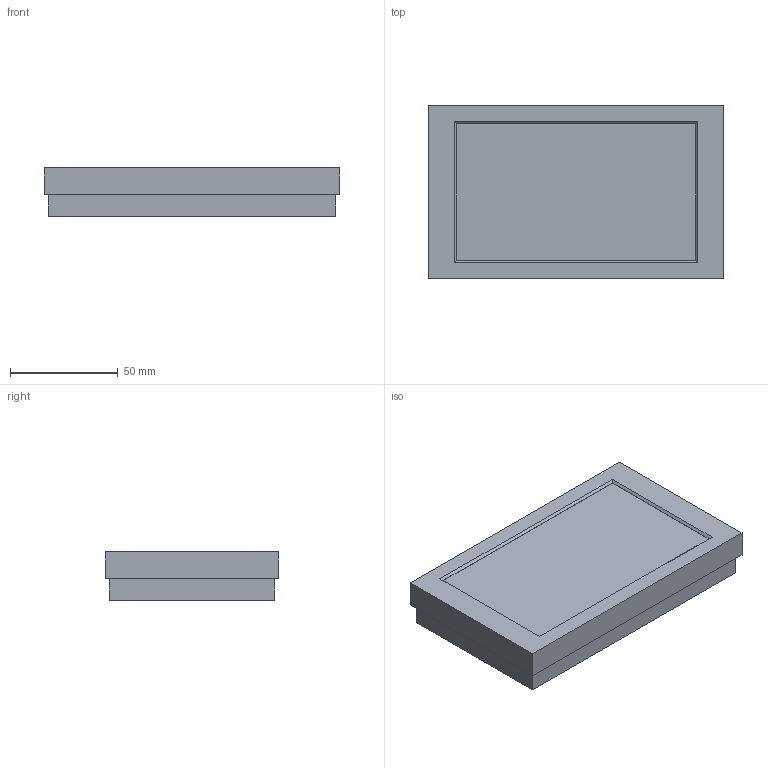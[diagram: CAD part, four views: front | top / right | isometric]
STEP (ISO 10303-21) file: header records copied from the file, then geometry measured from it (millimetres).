
FILE_DESCRIPTION(/* description */ (''),/* implementation_level */ '2;1');
FILE_NAME(/* name */ '5_INCH_SCREEN_ENCLOSURE v1.step',/* time_stamp */ '2022-05-14T15:39:32-05:00',/* author */ (''),/* organization */ (''),/* preprocessor_version */ 'ST-DEVELOPER v18.1',/* originating_system */ 'Autodesk Translation Framework v10.14.0.1471',/* authorisation */ '');
FILE_SCHEMA (('AUTOMOTIVE_DESIGN { 1 0 10303 214 3 1 1 }'));
Length unit declared in the file: millimetre
Products named in the file (6): 5_INCH_SCREEN_ENCLOSURE; front; touchscreen; lcd; facia; back
Assembly tree (5 placements, depth 2):
  5_INCH_SCREEN_ENCLOSURE
    front
    touchscreen
    lcd
    facia
    back
Bounding box: 137 x 80.4 x 22.5 mm (x, y, z)
Volume: 96872 mm3; surface area: 106028.3 mm2
Topology: 7 solids, 7 shells, 361 faces, 953 edges, 635 vertices
Faces by surface type: plane 271, cylinder 74, sphere 10, cone 6
Full cylindrical faces by diameter (mm): 2 x16, 2.95 x8, 3 x12, 3.6 x8, 4 x3, 4.2 x6
Entity records: 11376 total; most frequent: CARTESIAN_POINT 1958, ORIENTED_EDGE 1886, DIRECTION 1868, EDGE_CURVE 943, LINE 754, VECTOR 754, VERTEX_POINT 635, AXIS2_PLACEMENT_3D 557
